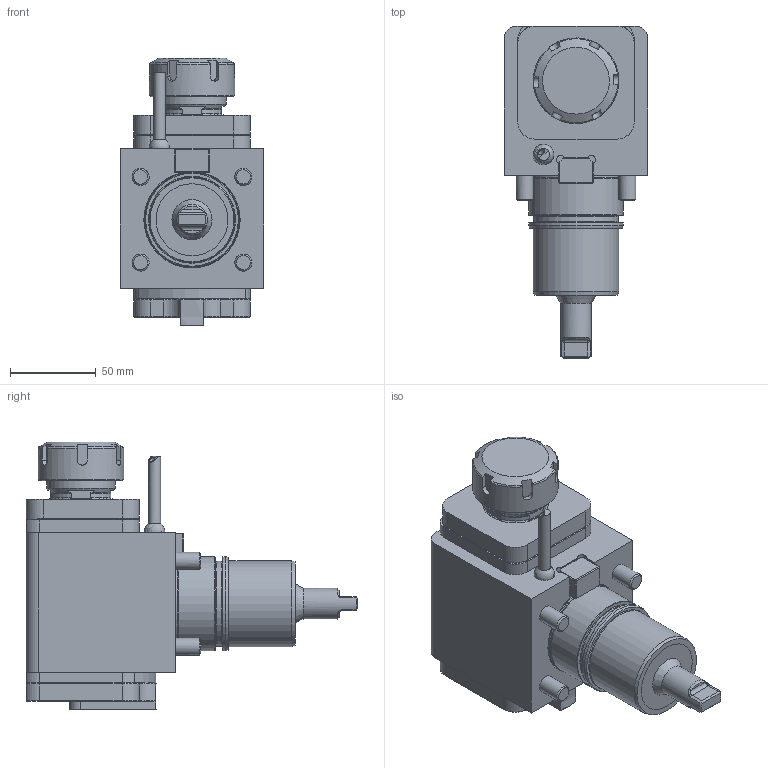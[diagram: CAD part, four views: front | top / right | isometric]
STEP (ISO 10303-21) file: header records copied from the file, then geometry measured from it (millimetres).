
FILE_DESCRIPTION (( 'STEP AP214' ), '1' );
FILE_NAME ('RRPPS32131UN55-1.STEP', '2023-08-02T06:23:31', ( '' ), ( '' ), 'SwSTEP 2.0', 'SolidWorks 2023', '' );
FILE_SCHEMA (( 'AUTOMOTIVE_DESIGN' ));
Length unit declared in the file: millimetre
Products named in the file (1): RRPPS32131UN55-1
Bounding box: 84 x 193.7 x 156.41 mm (x, y, z)
Volume: 980594.2 mm3; surface area: 76917.7 mm2
Topology: 1 solids, 1 shells, 572 faces, 1523 edges, 997 vertices
Faces by surface type: plane 331, bspline 103, cylinder 82, cone 39, torus 16, sphere 1
Full cylindrical faces by diameter (mm): 2.55 x1, 3.15 x1, 4 x1, 7 x1, 9.55 x1, 10 x4, 18 x1, 40 x1, 49.7 x1, 50 x2, 54.6 x1, 55 x2
Entity records: 27211 total; most frequent: CARTESIAN_POINT 10403, ORIENTED_EDGE 2928, DIRECTION 2309, EDGE_CURVE 1464, VERTEX_POINT 976, LINE 941, VECTOR 941, AXIS2_PLACEMENT_3D 684
